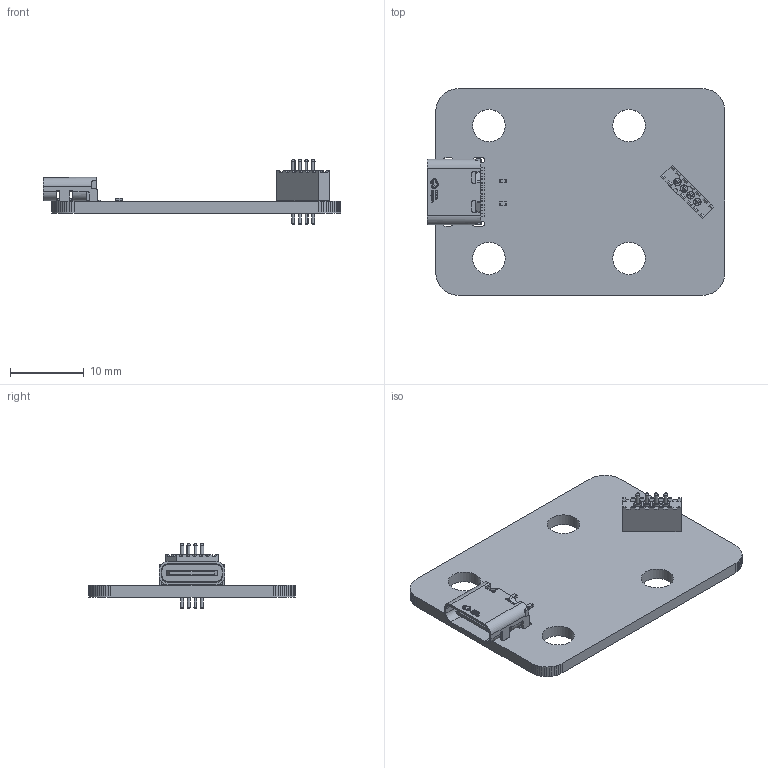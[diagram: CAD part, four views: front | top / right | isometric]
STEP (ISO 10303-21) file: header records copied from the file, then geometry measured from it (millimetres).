
FILE_DESCRIPTION(('KiCad electronic assembly'),'2;1');
FILE_NAME('pin-interposer.step','2025-04-26T19:34:36',('Pcbnew'),( 'Kicad'),'Open CASCADE STEP processor 7.7','KiCad to STEP converter' ,'Unknown');
FILE_SCHEMA(('AUTOMOTIVE_DESIGN { 1 0 10303 214 1 1 1 1 }'));
Length unit declared in the file: millimetre
Products named in the file (8): pin-interposer 1; R_0402_1005Metric; USB-SMD_GT-USB-7010AN; 854-22-004-10-001101; _autosave-pin-interposer PCB
Assembly tree (8 placements, depth 3):
  pin-interposer 1
    R_0402_1005Metric  x2
      R_0402_1005Metric
    USB-SMD_GT-USB-7010AN
      USB-SMD_GT-USB-7010AN
    854-22-004-10-001101
      854-22-004-10-001101
    _autosave-pin-interposer PCB
Bounding box: 40.39 x 28 x 8.89 mm (x, y, z)
Volume: 1820 mm3; surface area: 3117.3 mm2
Topology: 23 solids, 23 shells, 906 faces, 2487 edges, 1630 vertices
Faces by surface type: plane 600, cylinder 166, bspline 124, cone 16
Full cylindrical faces by diameter (mm): 0.61 x4, 0.65 x2, 1.24 x2, 4.4 x4
Entity records: 65989 total; most frequent: CARTESIAN_POINT 15888, DIRECTION 7966, LINE 5631, VECTOR 5631, ORIENTED_EDGE 4790, PCURVE 4790, DEFINITIONAL_REPRESENTATION 4790, EDGE_CURVE 2395
